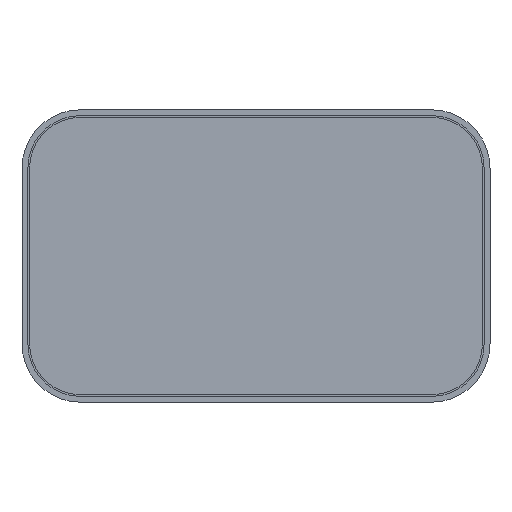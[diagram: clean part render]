
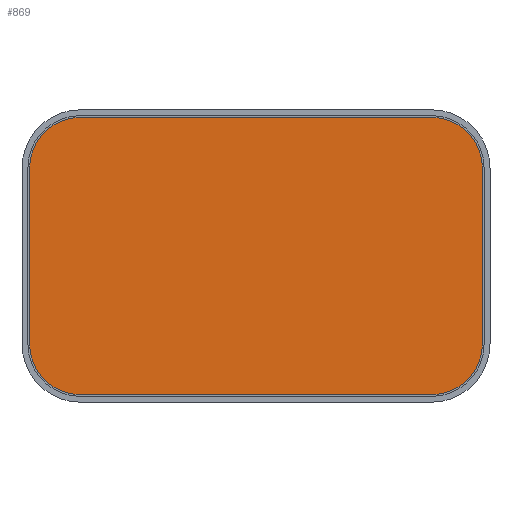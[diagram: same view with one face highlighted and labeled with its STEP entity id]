
A CAD part, front view. The second image highlights one B-rep face of the part: STEP entity #869.
In plain terms, the highlighted planar face has unit normal (0, -1, 0).
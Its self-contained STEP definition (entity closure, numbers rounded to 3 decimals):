
#63=PLANE('',#995);
#132=LINE('',#1469,#212);
#136=LINE('',#1481,#216);
#140=LINE('',#1493,#220);
#144=LINE('',#1504,#224);
#212=VECTOR('',#1215,1000.);
#216=VECTOR('',#1227,1000.);
#220=VECTOR('',#1239,1000.);
#224=VECTOR('',#1251,1000.);
#449=ORIENTED_EDGE('',*,*,#563,.F.);
#450=ORIENTED_EDGE('',*,*,#584,.F.);
#451=ORIENTED_EDGE('',*,*,#581,.F.);
#452=ORIENTED_EDGE('',*,*,#578,.F.);
#453=ORIENTED_EDGE('',*,*,#575,.F.);
#454=ORIENTED_EDGE('',*,*,#572,.F.);
#455=ORIENTED_EDGE('',*,*,#569,.F.);
#456=ORIENTED_EDGE('',*,*,#566,.F.);
#563=EDGE_CURVE('',#651,#652,#698,.T.);
#566=EDGE_CURVE('',#652,#654,#132,.T.);
#569=EDGE_CURVE('',#654,#656,#700,.T.);
#572=EDGE_CURVE('',#656,#658,#136,.T.);
#575=EDGE_CURVE('',#658,#660,#702,.T.);
#578=EDGE_CURVE('',#660,#662,#140,.T.);
#581=EDGE_CURVE('',#662,#664,#704,.T.);
#584=EDGE_CURVE('',#664,#651,#144,.T.);
#651=VERTEX_POINT('',#1462);
#652=VERTEX_POINT('',#1464);
#654=VERTEX_POINT('',#1470);
#656=VERTEX_POINT('',#1476);
#658=VERTEX_POINT('',#1482);
#660=VERTEX_POINT('',#1488);
#662=VERTEX_POINT('',#1494);
#664=VERTEX_POINT('',#1500);
#698=CIRCLE('',#981,0.435);
#700=CIRCLE('',#985,0.435);
#702=CIRCLE('',#989,0.435);
#704=CIRCLE('',#993,0.435);
#753=EDGE_LOOP('',(#449,#450,#451,#452,#453,#454,#455,#456));
#803=FACE_BOUND('',#753,.T.);
#869=ADVANCED_FACE('',(#803),#63,.F.);
#981=AXIS2_PLACEMENT_3D('',#1463,#1209,#1210);
#985=AXIS2_PLACEMENT_3D('',#1475,#1221,#1222);
#989=AXIS2_PLACEMENT_3D('',#1487,#1233,#1234);
#993=AXIS2_PLACEMENT_3D('',#1499,#1245,#1246);
#995=AXIS2_PLACEMENT_3D('',#1505,#1252,#1253);
#1209=DIRECTION('',(0.,1.,0.));
#1210=DIRECTION('',(1.,0.,0.));
#1215=DIRECTION('',(1.,0.,0.));
#1221=DIRECTION('',(0.,1.,0.));
#1222=DIRECTION('',(-1.,0.,0.));
#1227=DIRECTION('',(0.,0.,-1.));
#1233=DIRECTION('',(0.,1.,0.));
#1234=DIRECTION('',(1.,0.,0.));
#1239=DIRECTION('',(-1.,0.,0.));
#1245=DIRECTION('',(0.,1.,0.));
#1246=DIRECTION('',(1.,0.,0.));
#1251=DIRECTION('',(0.,0.,1.));
#1252=DIRECTION('',(0.,1.,0.));
#1253=DIRECTION('',(0.,0.,1.));
#1462=CARTESIAN_POINT('',(-1.935,-1.5,2.));
#1463=CARTESIAN_POINT('',(-1.5,-1.5,2.));
#1464=CARTESIAN_POINT('',(-1.5,-1.5,2.435));
#1469=CARTESIAN_POINT('',(-1.5,-1.5,2.435));
#1470=CARTESIAN_POINT('',(1.5,-1.5,2.435));
#1475=CARTESIAN_POINT('',(1.5,-1.5,2.));
#1476=CARTESIAN_POINT('',(1.935,-1.5,2.));
#1481=CARTESIAN_POINT('',(1.935,-1.5,2.));
#1482=CARTESIAN_POINT('',(1.935,-1.5,0.5));
#1487=CARTESIAN_POINT('',(1.5,-1.5,0.5));
#1488=CARTESIAN_POINT('',(1.5,-1.5,0.065));
#1493=CARTESIAN_POINT('',(1.5,-1.5,0.065));
#1494=CARTESIAN_POINT('',(-1.5,-1.5,0.065));
#1499=CARTESIAN_POINT('',(-1.5,-1.5,0.5));
#1500=CARTESIAN_POINT('',(-1.935,-1.5,0.5));
#1504=CARTESIAN_POINT('',(-1.935,-1.5,0.5));
#1505=CARTESIAN_POINT('',(-1.5,-1.5,2.));
